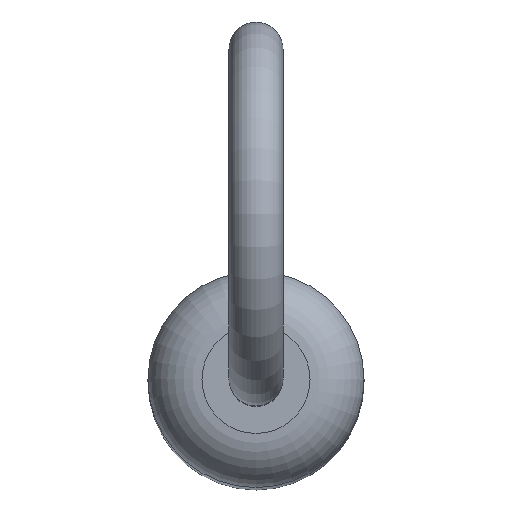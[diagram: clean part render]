
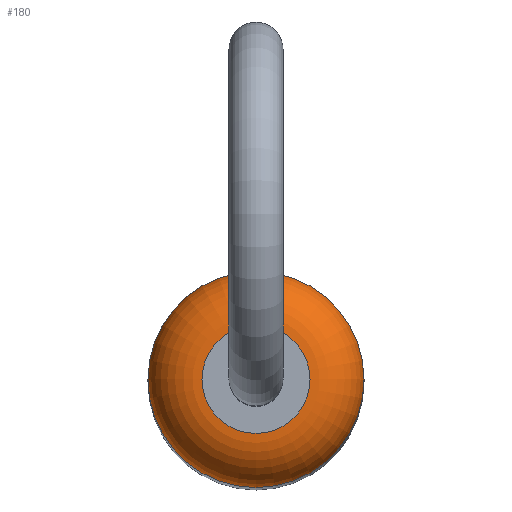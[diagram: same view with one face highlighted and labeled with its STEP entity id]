
A CAD part, top view. The second image highlights one B-rep face of the part: STEP entity #180.
In plain terms, the highlighted toroidal (fillet/blend) face has major radius 0.5 mm and minor radius 0.5 mm.
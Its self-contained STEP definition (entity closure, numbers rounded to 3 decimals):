
#126 = VERTEX_POINT('',#127);
#127 = CARTESIAN_POINT('',(0.,-2.053,5.7));
#143 = EDGE_CURVE('',#126,#126,#144,.T.);
#144 = CIRCLE('',#145,1.);
#145 = AXIS2_PLACEMENT_3D('',#146,#147,#148);
#146 = CARTESIAN_POINT('',(0.,-3.053,5.7));
#147 = DIRECTION('',(0.,0.,-1.));
#148 = DIRECTION('',(0.,1.,0.));
#180 = ADVANCED_FACE('',(#181),#201,.T.);
#181 = FACE_BOUND('',#182,.F.);
#182 = EDGE_LOOP('',(#183,#192,#193,#194));
#183 = ORIENTED_EDGE('',*,*,#184,.F.);
#184 = EDGE_CURVE('',#126,#185,#187,.T.);
#185 = VERTEX_POINT('',#186);
#186 = CARTESIAN_POINT('',(0.,-2.553,6.2));
#187 = CIRCLE('',#188,0.5);
#188 = AXIS2_PLACEMENT_3D('',#189,#190,#191);
#189 = CARTESIAN_POINT('',(0.,-2.553,5.7));
#190 = DIRECTION('',(1.,0.,0.));
#191 = DIRECTION('',(0.,1.,0.));
#192 = ORIENTED_EDGE('',*,*,#143,.T.);
#193 = ORIENTED_EDGE('',*,*,#184,.T.);
#194 = ORIENTED_EDGE('',*,*,#195,.F.);
#195 = EDGE_CURVE('',#185,#185,#196,.T.);
#196 = CIRCLE('',#197,0.5);
#197 = AXIS2_PLACEMENT_3D('',#198,#199,#200);
#198 = CARTESIAN_POINT('',(0.,-3.053,6.2));
#199 = DIRECTION('',(0.,0.,-1.));
#200 = DIRECTION('',(0.,1.,0.));
#201 = TOROIDAL_SURFACE('',#202,0.5,0.5);
#202 = AXIS2_PLACEMENT_3D('',#203,#204,#205);
#203 = CARTESIAN_POINT('',(0.,-3.053,5.7));
#204 = DIRECTION('',(0.,0.,1.));
#205 = DIRECTION('',(0.,1.,0.));
